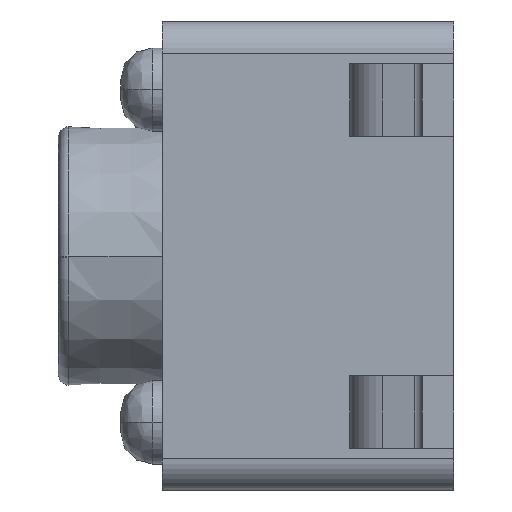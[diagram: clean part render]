
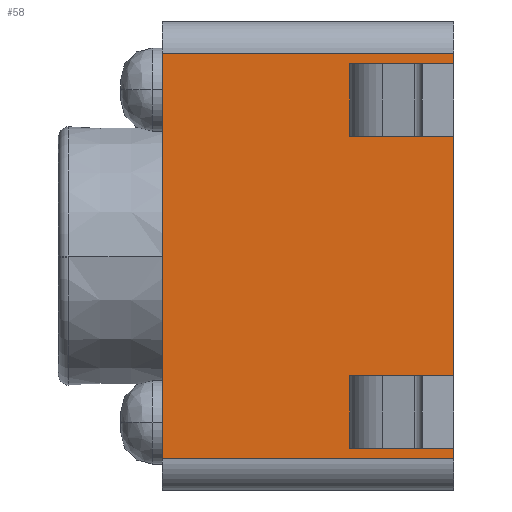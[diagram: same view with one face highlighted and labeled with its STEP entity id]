
A CAD part, left-side view. The second image highlights one B-rep face of the part: STEP entity #58.
In plain terms, the highlighted planar face has unit normal (-1, 0, 0).
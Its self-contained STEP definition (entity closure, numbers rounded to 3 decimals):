
#58=ADVANCED_FACE('',(#735,#736,#737),#738,.T.);
#735=FACE_OUTER_BOUND('',#2056,.T.);
#736=FACE_BOUND('',#2057,.T.);
#737=FACE_BOUND('',#2058,.T.);
#738=PLANE('',#2059);
#2056=EDGE_LOOP('',(#4188,#4189,#4190,#4191));
#2057=EDGE_LOOP('',(#4192,#4193,#4194,#4195));
#2058=EDGE_LOOP('',(#4196,#4197,#4198,#4199));
#2059=AXIS2_PLACEMENT_3D('',#4200,#4201,#4202);
#4188=ORIENTED_EDGE('',*,*,#9647,.T.);
#4189=ORIENTED_EDGE('',*,*,#9648,.T.);
#4190=ORIENTED_EDGE('',*,*,#9127,.F.);
#4191=ORIENTED_EDGE('',*,*,#9646,.T.);
#4192=ORIENTED_EDGE('',*,*,#9649,.F.);
#4193=ORIENTED_EDGE('',*,*,#9650,.T.);
#4194=ORIENTED_EDGE('',*,*,#9651,.T.);
#4195=ORIENTED_EDGE('',*,*,#9652,.F.);
#4196=ORIENTED_EDGE('',*,*,#9653,.F.);
#4197=ORIENTED_EDGE('',*,*,#9654,.F.);
#4198=ORIENTED_EDGE('',*,*,#9655,.T.);
#4199=ORIENTED_EDGE('',*,*,#9656,.T.);
#4200=CARTESIAN_POINT('',(-2.25,0.0,-2.25));
#4201=DIRECTION('',(-1.0,0.0,0.0));
#4202=DIRECTION('',(0.0,0.0,1.0));
#9127=EDGE_CURVE('',#10950,#10951,#10952,.T.);
#9646=EDGE_CURVE('',#10950,#11982,#11984,.T.);
#9647=EDGE_CURVE('',#11982,#11985,#11986,.T.);
#9648=EDGE_CURVE('',#11985,#10951,#11987,.T.);
#9649=EDGE_CURVE('',#11988,#11989,#11990,.T.);
#9650=EDGE_CURVE('',#11988,#11991,#11992,.T.);
#9651=EDGE_CURVE('',#11991,#11993,#11994,.T.);
#9652=EDGE_CURVE('',#11989,#11993,#11995,.T.);
#9653=EDGE_CURVE('',#11996,#11997,#11998,.T.);
#9654=EDGE_CURVE('',#11999,#11996,#12000,.T.);
#9655=EDGE_CURVE('',#11999,#12001,#12002,.T.);
#9656=EDGE_CURVE('',#12001,#11997,#12003,.T.);
#10950=VERTEX_POINT('',#13953);
#10951=VERTEX_POINT('',#13954);
#10952=LINE('',#13955,#13956);
#11982=VERTEX_POINT('',#15484);
#11984=LINE('',#15486,#15487);
#11985=VERTEX_POINT('',#15488);
#11986=LINE('',#15489,#15490);
#11987=LINE('',#15491,#15492);
#11988=VERTEX_POINT('',#15493);
#11989=VERTEX_POINT('',#15494);
#11990=LINE('',#15495,#15496);
#11991=VERTEX_POINT('',#15497);
#11992=LINE('',#15498,#15499);
#11993=VERTEX_POINT('',#15500);
#11994=LINE('',#15501,#15502);
#11995=LINE('',#15503,#15504);
#11996=VERTEX_POINT('',#15505);
#11997=VERTEX_POINT('',#15506);
#11998=LINE('',#15507,#15508);
#11999=VERTEX_POINT('',#15509);
#12000=LINE('',#15510,#15511);
#12001=VERTEX_POINT('',#15512);
#12002=LINE('',#15513,#15514);
#12003=LINE('',#15515,#15516);
#13953=CARTESIAN_POINT('',(-2.25,0.0,1.95));
#13954=CARTESIAN_POINT('',(-2.25,0.0,-1.95));
#13955=CARTESIAN_POINT('',(-2.25,0.0,1.95));
#13956=VECTOR('',#18615,3.9);
#15484=CARTESIAN_POINT('',(-2.25,2.8,1.95));
#15486=CARTESIAN_POINT('',(-2.25,0.0,1.95));
#15487=VECTOR('',#19174,2.8);
#15488=CARTESIAN_POINT('',(-2.25,2.8,-1.95));
#15489=CARTESIAN_POINT('',(-2.25,2.8,1.95));
#15490=VECTOR('',#19175,3.9);
#15491=CARTESIAN_POINT('',(-2.25,2.8,-1.95));
#15492=VECTOR('',#19176,2.8);
#15493=CARTESIAN_POINT('',(-2.25,1.0,1.85));
#15494=CARTESIAN_POINT('',(-2.25,1.0,1.15));
#15495=CARTESIAN_POINT('',(-2.25,1.0,1.85));
#15496=VECTOR('',#19177,0.7);
#15497=CARTESIAN_POINT('',(-2.25,0.7,1.85));
#15498=CARTESIAN_POINT('',(-2.25,1.0,1.85));
#15499=VECTOR('',#19178,0.3);
#15500=CARTESIAN_POINT('',(-2.25,0.7,1.15));
#15501=CARTESIAN_POINT('',(-2.25,0.7,1.85));
#15502=VECTOR('',#19179,0.7);
#15503=CARTESIAN_POINT('',(-2.25,1.0,1.15));
#15504=VECTOR('',#19180,0.3);
#15505=CARTESIAN_POINT('',(-2.25,0.7,-1.85));
#15506=CARTESIAN_POINT('',(-2.25,0.7,-1.15));
#15507=CARTESIAN_POINT('',(-2.25,0.7,-1.85));
#15508=VECTOR('',#19181,0.7);
#15509=CARTESIAN_POINT('',(-2.25,1.0,-1.85));
#15510=CARTESIAN_POINT('',(-2.25,1.0,-1.85));
#15511=VECTOR('',#19182,0.3);
#15512=CARTESIAN_POINT('',(-2.25,1.0,-1.15));
#15513=CARTESIAN_POINT('',(-2.25,1.0,-1.85));
#15514=VECTOR('',#19183,0.7);
#15515=CARTESIAN_POINT('',(-2.25,1.0,-1.15));
#15516=VECTOR('',#19184,0.3);
#18615=DIRECTION('',(0.0,0.0,-1.0));
#19174=DIRECTION('',(0.0,1.0,0.0));
#19175=DIRECTION('',(0.0,0.0,-1.0));
#19176=DIRECTION('',(0.0,-1.0,0.0));
#19177=DIRECTION('',(0.0,0.0,-1.0));
#19178=DIRECTION('',(0.0,-1.0,0.0));
#19179=DIRECTION('',(0.0,0.0,-1.0));
#19180=DIRECTION('',(0.0,-1.0,0.0));
#19181=DIRECTION('',(0.0,0.0,1.0));
#19182=DIRECTION('',(0.0,-1.0,0.0));
#19183=DIRECTION('',(0.0,0.0,1.0));
#19184=DIRECTION('',(0.0,-1.0,0.0));
